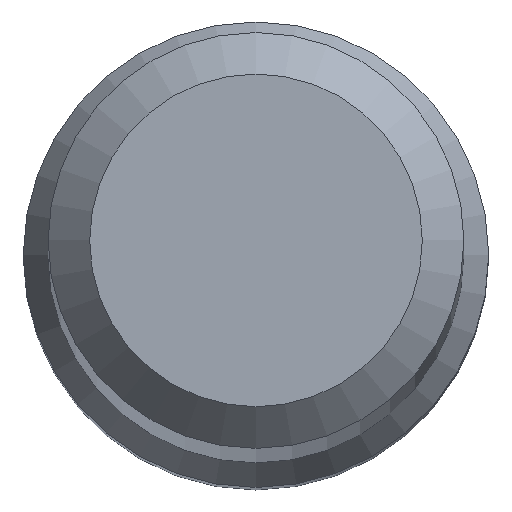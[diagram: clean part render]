
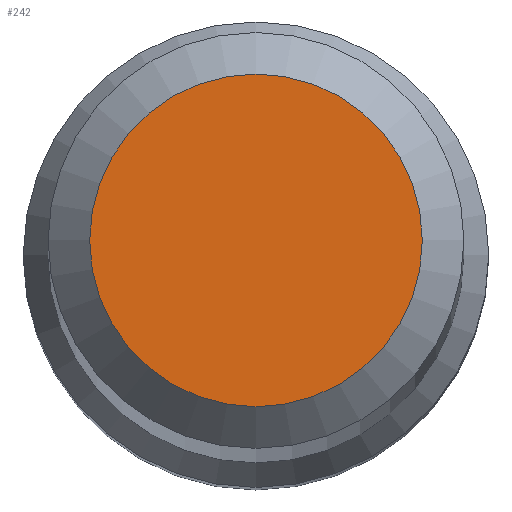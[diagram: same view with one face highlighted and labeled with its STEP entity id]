
A CAD part, top view. The second image highlights one B-rep face of the part: STEP entity #242.
In plain terms, the highlighted planar face has unit normal (0, 0, 1).
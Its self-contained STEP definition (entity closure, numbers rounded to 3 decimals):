
#2 = VERTEX_POINT ( 'NONE', #19 ) ;
#6 = AXIS2_PLACEMENT_3D ( 'NONE', #133, #112, #88 ) ;
#7 = DIRECTION ( 'NONE',  ( 0., 0., -1. ) ) ;
#19 = CARTESIAN_POINT ( 'NONE',  ( 0., 1.2, 70. ) ) ;
#51 = FACE_OUTER_BOUND ( 'NONE', #208, .T. ) ;
#88 = DIRECTION ( 'NONE',  ( 0., -1., 0. ) ) ;
#104 = DIRECTION ( 'NONE',  ( 0., 1., 0. ) ) ;
#112 = DIRECTION ( 'NONE',  ( 0., 0., 1. ) ) ;
#125 = CIRCLE ( 'NONE', #237, 1.2 ) ;
#133 = CARTESIAN_POINT ( 'NONE',  ( 0., 0., 70. ) ) ;
#146 = PLANE ( 'NONE',  #6 ) ;
#161 = CARTESIAN_POINT ( 'NONE',  ( 0., 0., 70. ) ) ;
#199 = EDGE_CURVE ( 'NONE', #2, #2, #125, .T. ) ;
#208 = EDGE_LOOP ( 'NONE', ( #212 ) ) ;
#212 = ORIENTED_EDGE ( 'NONE', *, *, #199, .F. ) ;
#237 = AXIS2_PLACEMENT_3D ( 'NONE', #161, #7, #104 ) ;
#242 = ADVANCED_FACE ( 'NONE', ( #51 ), #146, .T. ) ;
